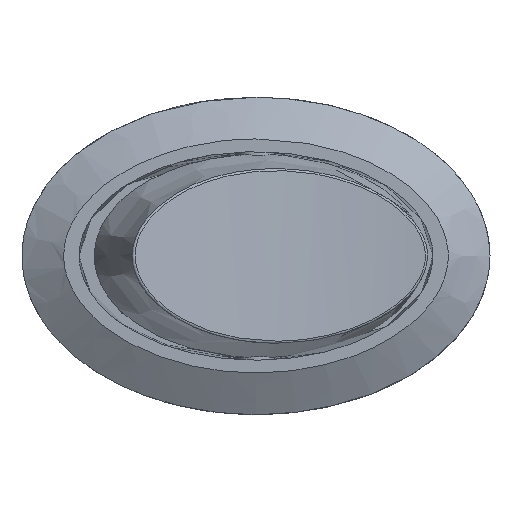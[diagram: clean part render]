
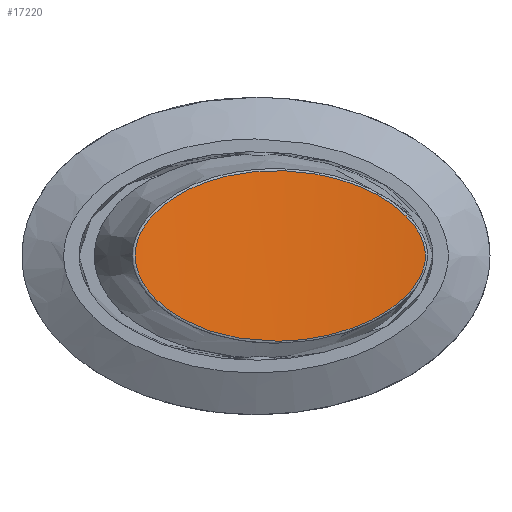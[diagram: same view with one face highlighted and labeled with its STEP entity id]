
A CAD part, top view. The second image highlights one B-rep face of the part: STEP entity #17220.
In plain terms, the highlighted cylindrical face has radius 35.361 mm (diameter 70.722 mm), a partial arc.
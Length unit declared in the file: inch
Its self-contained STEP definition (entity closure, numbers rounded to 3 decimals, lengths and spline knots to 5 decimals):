
#442=B_SPLINE_CURVE_WITH_KNOTS('',3,(#23280,#23281,#23282,#23283,#23284,
#23285,#23286,#23287,#23288,#23289,#23290,#23291,#23292,#23293,#23294,#23295,
#23296,#23297,#23298,#23299,#23300,#23301,#23302,#23303,#23304,#23305),
 .UNSPECIFIED.,.T.,.F.,(4,1,1,1,1,1,1,1,1,1,1,1,1,1,1,1,1,1,1,1,1,1,1,4),
(-0.17919,0.16289,0.50496,0.676,
0.80428,0.84704,1.01807,1.10359,1.18911,
1.41716,1.87326,2.10131,2.55741,2.89948,
3.07052,3.24156,3.32707,3.41259,3.58363,
3.75467,3.9257,4.01122,4.26778,4.60985),
 .UNSPECIFIED.);
#1770=CYLINDRICAL_SURFACE('',#18255,1.39218);
#1946=FACE_OUTER_BOUND('',#2949,.T.);
#2949=EDGE_LOOP('',(#11629));
#6855=VERTEX_POINT('',#23278);
#8728=EDGE_CURVE('',#6855,#6855,#442,.T.);
#11629=ORIENTED_EDGE('',*,*,#8728,.F.);
#17220=ADVANCED_FACE('',(#1946),#1770,.F.);
#18255=AXIS2_PLACEMENT_3D('',#23422,#19516,#19517);
#19516=DIRECTION('center_axis',(0.,-1.,0.));
#19517=DIRECTION('ref_axis',(-0.457,0.,-0.89));
#23278=CARTESIAN_POINT('',(0.04375,-0.18509,0.65426));
#23280=CARTESIAN_POINT('Ctrl Pts',(0.04375,-0.18509,
0.65426));
#23281=CARTESIAN_POINT('Ctrl Pts',(0.00619,-0.18509,
0.6633));
#23282=CARTESIAN_POINT('Ctrl Pts',(-0.06804,-0.17683,
0.68447));
#23283=CARTESIAN_POINT('Ctrl Pts',(-0.15473,-0.14388,
0.71728));
#23284=CARTESIAN_POINT('Ctrl Pts',(-0.21047,-0.10346,
0.74196));
#23285=CARTESIAN_POINT('Ctrl Pts',(-0.23526,-0.07526,
0.75377));
#23286=CARTESIAN_POINT('Ctrl Pts',(-0.25496,-0.04338,
0.76346));
#23287=CARTESIAN_POINT('Ctrl Pts',(-0.26521,-0.00971,
0.76871));
#23288=CARTESIAN_POINT('Ctrl Pts',(-0.25936,0.0293,
0.76572));
#23289=CARTESIAN_POINT('Ctrl Pts',(-0.24162,0.0706,
0.7568));
#23290=CARTESIAN_POINT('Ctrl Pts',(-0.18315,0.13212,
0.72872));
#23291=CARTESIAN_POINT('Ctrl Pts',(-0.09169,0.17036,
0.69243));
#23292=CARTESIAN_POINT('Ctrl Pts',(0.03062,0.18937,
0.6558));
#23293=CARTESIAN_POINT('Ctrl Pts',(0.14508,0.18098,
0.63157));
#23294=CARTESIAN_POINT('Ctrl Pts',(0.24919,0.14395,
0.62011));
#23295=CARTESIAN_POINT('Ctrl Pts',(0.31403,0.10072,0.61647));
#23296=CARTESIAN_POINT('Ctrl Pts',(0.34751,0.0645,0.61573));
#23297=CARTESIAN_POINT('Ctrl Pts',(0.36444,0.02919,
0.61562));
#23298=CARTESIAN_POINT('Ctrl Pts',(0.37098,-0.00998,
0.61563));
#23299=CARTESIAN_POINT('Ctrl Pts',(0.35427,-0.05761,
0.61559));
#23300=CARTESIAN_POINT('Ctrl Pts',(0.31378,-0.10073,
0.61648));
#23301=CARTESIAN_POINT('Ctrl Pts',(0.2735,-0.12782,
0.61876));
#23302=CARTESIAN_POINT('Ctrl Pts',(0.22139,-0.1538,
0.62315));
#23303=CARTESIAN_POINT('Ctrl Pts',(0.14786,-0.17778,
0.63216));
#23304=CARTESIAN_POINT('Ctrl Pts',(0.08131,-0.18509,
0.64522));
#23305=CARTESIAN_POINT('Ctrl Pts',(0.04375,-0.18509,
0.65426));
#23422=CARTESIAN_POINT('Origin',(0.36947,0.,
2.0078));
